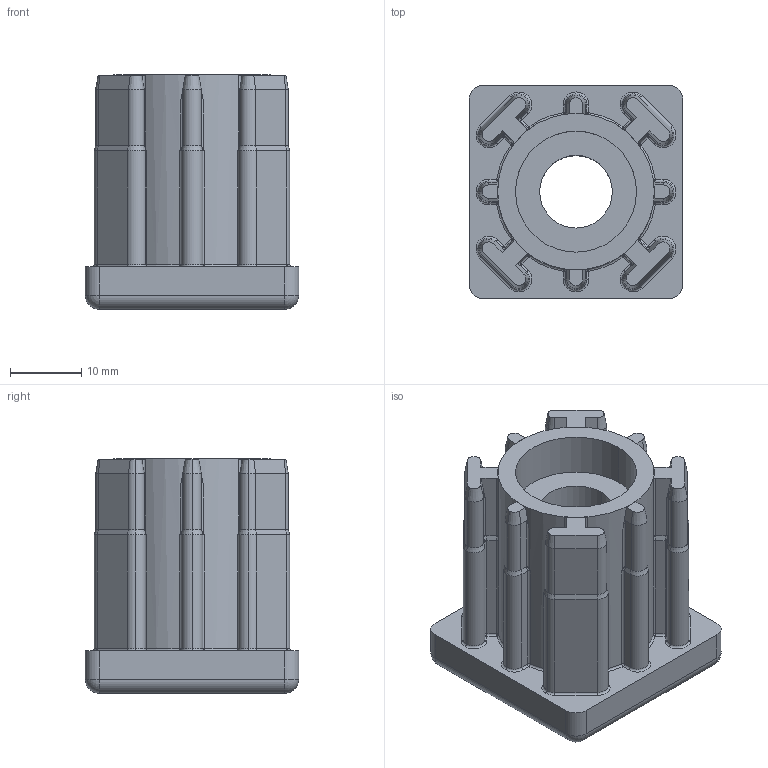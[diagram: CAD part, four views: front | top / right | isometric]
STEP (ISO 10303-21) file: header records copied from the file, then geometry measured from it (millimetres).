
FILE_DESCRIPTION (( 'STEP AP214' ), '1' );
FILE_NAME ('098v301508.STEP', '2014-08-12T13:43:42', ( '' ), ( '' ), 'SwSTEP 2.0', 'SolidWorks 2014', '' );
FILE_SCHEMA (( 'AUTOMOTIVE_DESIGN' ));
Length unit declared in the file: millimetre
Products named in the file (1): 098v301508
Bounding box: 30 x 30 x 33 mm (x, y, z)
Volume: 15810.5 mm3; surface area: 7670.6 mm2
Topology: 1 solids, 1 shells, 379 faces, 893 edges, 502 vertices
Faces by surface type: cylinder 132, plane 128, cone 62, sphere 32, torus 25
Entity records: 10660 total; most frequent: CARTESIAN_POINT 2101, DIRECTION 1876, ORIENTED_EDGE 1738, EDGE_CURVE 869, AXIS2_PLACEMENT_3D 705, VERTEX_POINT 494, VECTOR 466, LINE 466
